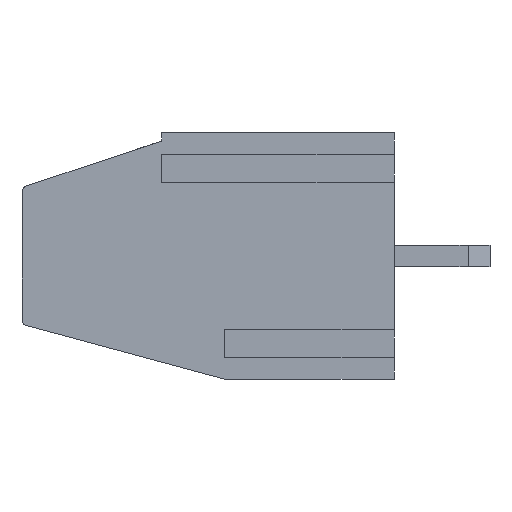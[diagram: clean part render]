
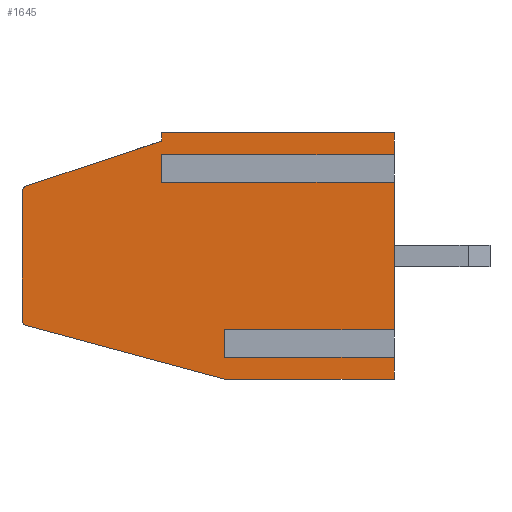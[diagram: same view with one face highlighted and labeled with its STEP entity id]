
A CAD part, left-side view. The second image highlights one B-rep face of the part: STEP entity #1645.
In plain terms, the highlighted planar face has unit normal (-1, 0, 0).
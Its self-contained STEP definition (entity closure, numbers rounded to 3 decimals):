
#386 = ORIENTED_EDGE ( 'NONE', *, *, #19381, .T. ) ;
#430 = ORIENTED_EDGE ( 'NONE', *, *, #1292, .F. ) ;
#676 = EDGE_CURVE ( 'NONE', #10794, #17214, #773, .T. ) ;
#773 = CIRCLE ( 'NONE', #7065, 0.2 ) ;
#856 = EDGE_CURVE ( 'NONE', #16602, #23394, #3795, .T. ) ;
#865 = CARTESIAN_POINT ( 'NONE',  ( 0., 0., 9. ) ) ;
#988 = EDGE_CURVE ( 'NONE', #6292, #21214, #11755, .T. ) ;
#1082 = ORIENTED_EDGE ( 'NONE', *, *, #15785, .T. ) ;
#1233 = EDGE_CURVE ( 'NONE', #7708, #4011, #24305, .T. ) ;
#1260 = DIRECTION ( 'NONE',  ( 0., 0., -1. ) ) ;
#1292 = EDGE_CURVE ( 'NONE', #19945, #16029, #4410, .T. ) ;
#1324 = CARTESIAN_POINT ( 'NONE',  ( 0., 8.5, 7.407 ) ) ;
#1425 = EDGE_CURVE ( 'NONE', #21214, #23293, #17252, .T. ) ;
#1645 = ADVANCED_FACE ( 'NONE', ( #2078 ), #16814, .F. ) ;
#1950 = DIRECTION ( 'NONE',  ( 0., 0., -1. ) ) ;
#2078 = FACE_OUTER_BOUND ( 'NONE', #22596, .T. ) ;
#2085 = CARTESIAN_POINT ( 'NONE',  ( 0., 13.463, 7.046 ) ) ;
#2188 = CARTESIAN_POINT ( 'NONE',  ( 0., 0., 0. ) ) ;
#2357 = DIRECTION ( 'NONE',  ( 0., 0., -1. ) ) ;
#2510 = ORIENTED_EDGE ( 'NONE', *, *, #1425, .F. ) ;
#2547 = EDGE_CURVE ( 'NONE', #12505, #15409, #2953, .T. ) ;
#2599 = CARTESIAN_POINT ( 'NONE',  ( 0., 13.4, 6.856 ) ) ;
#2730 = VECTOR ( 'NONE', #18050, 1000. ) ;
#2754 = EDGE_CURVE ( 'NONE', #7708, #16602, #4119, .T. ) ;
#2884 = CARTESIAN_POINT ( 'NONE',  ( 0., 13.452, 1.96 ) ) ;
#2953 = LINE ( 'NONE', #18031, #12641 ) ;
#2982 = ORIENTED_EDGE ( 'NONE', *, *, #6802, .F. ) ;
#3391 = ORIENTED_EDGE ( 'NONE', *, *, #11772, .F. ) ;
#3423 = CARTESIAN_POINT ( 'NONE',  ( 0., 8.5, 8.7 ) ) ;
#3795 = LINE ( 'NONE', #22382, #24037 ) ;
#3893 = DIRECTION ( 'NONE',  ( 0., -1., 0. ) ) ;
#4011 = VERTEX_POINT ( 'NONE', #2188 ) ;
#4021 = CARTESIAN_POINT ( 'NONE',  ( 0., 6.2, 0. ) ) ;
#4119 = LINE ( 'NONE', #11673, #10709 ) ;
#4410 = LINE ( 'NONE', #4543, #23295 ) ;
#4491 = CARTESIAN_POINT ( 'NONE',  ( 0., 0., 9. ) ) ;
#4543 = CARTESIAN_POINT ( 'NONE',  ( 0., 8.5, 7.993 ) ) ;
#4864 = CARTESIAN_POINT ( 'NONE',  ( 0., 6.2, 1.007 ) ) ;
#5133 = VECTOR ( 'NONE', #15622, 1000. ) ;
#5563 = DIRECTION ( 'NONE',  ( 1., 0., 0. ) ) ;
#5667 = CARTESIAN_POINT ( 'NONE',  ( 0., 8.5, 9. ) ) ;
#5890 = VECTOR ( 'NONE', #3893, 1000. ) ;
#5954 = CARTESIAN_POINT ( 'NONE',  ( 0., 6.2, 1.007 ) ) ;
#6079 = DIRECTION ( 'NONE',  ( 0., -1., 0. ) ) ;
#6206 = DIRECTION ( 'NONE',  ( 0., -0.949, 0.316 ) ) ;
#6292 = VERTEX_POINT ( 'NONE', #3423 ) ;
#6303 = CARTESIAN_POINT ( 'NONE',  ( 0., 13.6, 9. ) ) ;
#6387 = DIRECTION ( 'NONE',  ( 0., 0., -1. ) ) ;
#6480 = VECTOR ( 'NONE', #12340, 1000. ) ;
#6802 = EDGE_CURVE ( 'NONE', #16029, #18575, #16090, .T. ) ;
#6815 = EDGE_CURVE ( 'NONE', #18193, #12505, #12453, .T. ) ;
#6880 = VECTOR ( 'NONE', #18074, 1000. ) ;
#7065 = AXIS2_PLACEMENT_3D ( 'NONE', #2599, #11748, #2357 ) ;
#7367 = EDGE_CURVE ( 'NONE', #19279, #23293, #20850, .T. ) ;
#7684 = CARTESIAN_POINT ( 'NONE',  ( 0., 13.6, 7. ) ) ;
#7708 = VERTEX_POINT ( 'NONE', #14765 ) ;
#7844 = DIRECTION ( 'NONE',  ( 0., -1., 0. ) ) ;
#8110 = DIRECTION ( 'NONE',  ( 0., 0., 1. ) ) ;
#8305 = CARTESIAN_POINT ( 'NONE',  ( 0., 13.6, 2.153 ) ) ;
#8470 = VECTOR ( 'NONE', #23257, 1000. ) ;
#8471 = DIRECTION ( 'NONE',  ( 0., 0., 1. ) ) ;
#8691 = CIRCLE ( 'NONE', #13008, 0.2 ) ;
#8893 = CARTESIAN_POINT ( 'NONE',  ( 0., 13.6, 6.856 ) ) ;
#9530 = LINE ( 'NONE', #7684, #14157 ) ;
#9960 = ORIENTED_EDGE ( 'NONE', *, *, #676, .T. ) ;
#10212 = LINE ( 'NONE', #23485, #21920 ) ;
#10377 = EDGE_CURVE ( 'NONE', #18193, #21834, #22892, .T. ) ;
#10709 = VECTOR ( 'NONE', #22566, 1000. ) ;
#10794 = VERTEX_POINT ( 'NONE', #2085 ) ;
#10820 = CARTESIAN_POINT ( 'NONE',  ( 0., 8.5, 7.993 ) ) ;
#11574 = CARTESIAN_POINT ( 'NONE',  ( 0., 13.6, 9. ) ) ;
#11609 = ORIENTED_EDGE ( 'NONE', *, *, #1233, .T. ) ;
#11673 = CARTESIAN_POINT ( 'NONE',  ( 0., 6.2, 0. ) ) ;
#11748 = DIRECTION ( 'NONE',  ( -1., 0., 0. ) ) ;
#11755 = LINE ( 'NONE', #13479, #5133 ) ;
#11772 = EDGE_CURVE ( 'NONE', #10794, #6292, #9530, .T. ) ;
#12012 = ORIENTED_EDGE ( 'NONE', *, *, #2547, .T. ) ;
#12127 = ORIENTED_EDGE ( 'NONE', *, *, #24169, .T. ) ;
#12234 = LINE ( 'NONE', #23623, #8470 ) ;
#12340 = DIRECTION ( 'NONE',  ( 0., -1., 0. ) ) ;
#12377 = ORIENTED_EDGE ( 'NONE', *, *, #856, .F. ) ;
#12453 = LINE ( 'NONE', #4864, #6880 ) ;
#12493 = VECTOR ( 'NONE', #13480, 1000. ) ;
#12505 = VERTEX_POINT ( 'NONE', #13013 ) ;
#12641 = VECTOR ( 'NONE', #6079, 1000. ) ;
#12705 = DIRECTION ( 'NONE',  ( -1., 0., 0. ) ) ;
#12707 = ORIENTED_EDGE ( 'NONE', *, *, #7367, .T. ) ;
#13008 = AXIS2_PLACEMENT_3D ( 'NONE', #16461, #12705, #1260 ) ;
#13013 = CARTESIAN_POINT ( 'NONE',  ( 0., 6.2, 1.593 ) ) ;
#13479 = CARTESIAN_POINT ( 'NONE',  ( 0., 8.5, 8.7 ) ) ;
#13480 = DIRECTION ( 'NONE',  ( 0., -1., 0. ) ) ;
#14157 = VECTOR ( 'NONE', #6206, 1000. ) ;
#14315 = LINE ( 'NONE', #10820, #23803 ) ;
#14410 = ORIENTED_EDGE ( 'NONE', *, *, #10377, .F. ) ;
#14765 = CARTESIAN_POINT ( 'NONE',  ( 0., 6.2, 0. ) ) ;
#15232 = EDGE_CURVE ( 'NONE', #19945, #19279, #14315, .T. ) ;
#15409 = VERTEX_POINT ( 'NONE', #19929 ) ;
#15622 = DIRECTION ( 'NONE',  ( 0., 0., 1. ) ) ;
#15724 = CARTESIAN_POINT ( 'NONE',  ( 0., 0., 1.007 ) ) ;
#15785 = EDGE_CURVE ( 'NONE', #15409, #18575, #10212, .T. ) ;
#16029 = VERTEX_POINT ( 'NONE', #1324 ) ;
#16090 = LINE ( 'NONE', #23616, #6480 ) ;
#16248 = VERTEX_POINT ( 'NONE', #8305 ) ;
#16461 = CARTESIAN_POINT ( 'NONE',  ( 0., 13.4, 2.153 ) ) ;
#16602 = VERTEX_POINT ( 'NONE', #4021 ) ;
#16814 = PLANE ( 'NONE',  #24070 ) ;
#17214 = VERTEX_POINT ( 'NONE', #8893 ) ;
#17252 = LINE ( 'NONE', #11574, #18940 ) ;
#17270 = ORIENTED_EDGE ( 'NONE', *, *, #15232, .T. ) ;
#17935 = LINE ( 'NONE', #6303, #2730 ) ;
#18031 = CARTESIAN_POINT ( 'NONE',  ( 0., 6.2, 1.593 ) ) ;
#18050 = DIRECTION ( 'NONE',  ( 0., 0., 1. ) ) ;
#18074 = DIRECTION ( 'NONE',  ( 0., 0., 1. ) ) ;
#18193 = VERTEX_POINT ( 'NONE', #23302 ) ;
#18294 = CARTESIAN_POINT ( 'NONE',  ( 0., 0., 7.407 ) ) ;
#18575 = VERTEX_POINT ( 'NONE', #18294 ) ;
#18940 = VECTOR ( 'NONE', #7844, 1000. ) ;
#19130 = VECTOR ( 'NONE', #8471, 1000. ) ;
#19279 = VERTEX_POINT ( 'NONE', #21155 ) ;
#19381 = EDGE_CURVE ( 'NONE', #16248, #23394, #8691, .T. ) ;
#19929 = CARTESIAN_POINT ( 'NONE',  ( 0., 0., 1.593 ) ) ;
#19945 = VERTEX_POINT ( 'NONE', #22645 ) ;
#20850 = LINE ( 'NONE', #865, #19130 ) ;
#21039 = ORIENTED_EDGE ( 'NONE', *, *, #988, .F. ) ;
#21155 = CARTESIAN_POINT ( 'NONE',  ( 0., 0., 7.993 ) ) ;
#21214 = VERTEX_POINT ( 'NONE', #5667 ) ;
#21451 = ORIENTED_EDGE ( 'NONE', *, *, #21870, .F. ) ;
#21834 = VERTEX_POINT ( 'NONE', #15724 ) ;
#21870 = EDGE_CURVE ( 'NONE', #16248, #17214, #17935, .T. ) ;
#21920 = VECTOR ( 'NONE', #8110, 1000. ) ;
#22382 = CARTESIAN_POINT ( 'NONE',  ( 0., 13.6, 2. ) ) ;
#22459 = CARTESIAN_POINT ( 'NONE',  ( 0., 13.6, 0. ) ) ;
#22561 = ORIENTED_EDGE ( 'NONE', *, *, #6815, .T. ) ;
#22566 = DIRECTION ( 'NONE',  ( 0., 0., 1. ) ) ;
#22596 = EDGE_LOOP ( 'NONE', ( #3391, #9960, #21451, #386, #12377, #23443, #11609, #12127, #14410, #22561, #12012, #1082, #2982, #430, #17270, #12707, #2510, #21039 ) ) ;
#22645 = CARTESIAN_POINT ( 'NONE',  ( 0., 8.5, 7.993 ) ) ;
#22892 = LINE ( 'NONE', #5954, #12493 ) ;
#23257 = DIRECTION ( 'NONE',  ( 0., 0., 1. ) ) ;
#23293 = VERTEX_POINT ( 'NONE', #4491 ) ;
#23295 = VECTOR ( 'NONE', #6387, 1000. ) ;
#23302 = CARTESIAN_POINT ( 'NONE',  ( 0., 6.2, 1.007 ) ) ;
#23394 = VERTEX_POINT ( 'NONE', #2884 ) ;
#23443 = ORIENTED_EDGE ( 'NONE', *, *, #2754, .F. ) ;
#23485 = CARTESIAN_POINT ( 'NONE',  ( 0., 0., 9. ) ) ;
#23616 = CARTESIAN_POINT ( 'NONE',  ( 0., 8.5, 7.407 ) ) ;
#23623 = CARTESIAN_POINT ( 'NONE',  ( 0., 0., 9. ) ) ;
#23803 = VECTOR ( 'NONE', #24044, 1000. ) ;
#24037 = VECTOR ( 'NONE', #24098, 1000. ) ;
#24044 = DIRECTION ( 'NONE',  ( 0., -1., 0. ) ) ;
#24070 = AXIS2_PLACEMENT_3D ( 'NONE', #24333, #5563, #1950 ) ;
#24098 = DIRECTION ( 'NONE',  ( 0., 0.965, 0.261 ) ) ;
#24169 = EDGE_CURVE ( 'NONE', #4011, #21834, #12234, .T. ) ;
#24305 = LINE ( 'NONE', #22459, #5890 ) ;
#24333 = CARTESIAN_POINT ( 'NONE',  ( 0., 13.6, 9. ) ) ;
